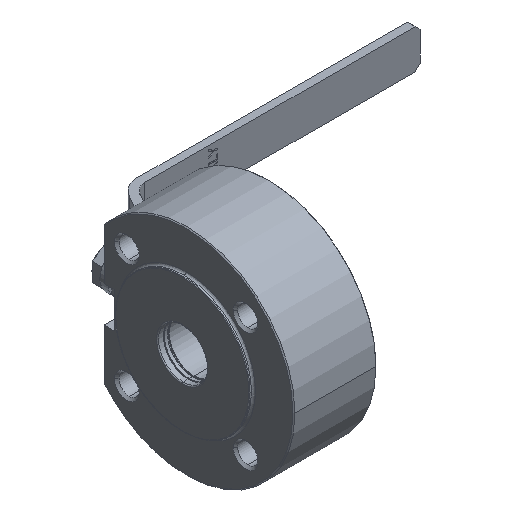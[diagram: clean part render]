
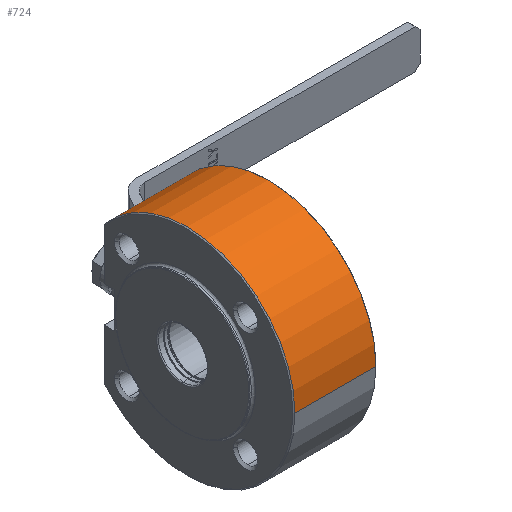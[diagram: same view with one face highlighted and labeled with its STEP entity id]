
A CAD part, isometric view. The second image highlights one B-rep face of the part: STEP entity #724.
In plain terms, the highlighted cylindrical face has radius 54.5 mm (diameter 109 mm), a partial arc.
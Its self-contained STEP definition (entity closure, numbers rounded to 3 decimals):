
#449 = ORIENTED_EDGE ( 'NONE', *, *, #7996, .T. ) ;
#450 = ORIENTED_EDGE ( 'NONE', *, *, #7986, .T. ) ;
#476 = ORIENTED_EDGE ( 'NONE', *, *, #8369, .F. ) ;
#488 = ORIENTED_EDGE ( 'NONE', *, *, #12125, .F. ) ;
#544 = ORIENTED_EDGE ( 'NONE', *, *, #545, .T. ) ;
#545 = EDGE_CURVE ( 'NONE', #558, #7935, #11208, .T. ) ;
#556 = ORIENTED_EDGE ( 'NONE', *, *, #557, .F. ) ;
#557 = EDGE_CURVE ( 'NONE', #558, #8298, #11147, .T. ) ;
#558 = VERTEX_POINT ( 'NONE', #11143 ) ;
#605 = EDGE_LOOP ( 'NONE', ( #488, #476, #556, #544, #449, #450 ) ) ;
#724 = ADVANCED_FACE ( 'NONE', ( #11807 ), #11806, .T. ) ;
#2128 = CARTESIAN_POINT ( 'NONE',  ( 21.5, -54.5, 0. ) ) ;
#2182 = AXIS2_PLACEMENT_3D ( 'NONE', #2196, #2185, #2184 ) ;
#2183 = CIRCLE ( 'NONE', #2182, 54.5 ) ;
#2184 = DIRECTION ( 'NONE',  ( 0., 0., 1. ) ) ;
#2185 = DIRECTION ( 'NONE',  ( 1., 0., 0. ) ) ;
#2196 = CARTESIAN_POINT ( 'NONE',  ( 21.5, 0., 0. ) ) ;
#3428 = CARTESIAN_POINT ( 'NONE',  ( 21.5, 0., 54.5 ) ) ;
#6334 = CARTESIAN_POINT ( 'NONE',  ( -19.5, 0., 0. ) ) ;
#6338 = DIRECTION ( 'NONE',  ( 1., 0., 0. ) ) ;
#6339 = AXIS2_PLACEMENT_3D ( 'NONE', #6334, #6338, #6522 ) ;
#6356 = CIRCLE ( 'NONE', #6339, 54.5 ) ;
#6359 = CARTESIAN_POINT ( 'NONE',  ( -19.5, 0., 54.5 ) ) ;
#6370 = CARTESIAN_POINT ( 'NONE',  ( -19.5, 41.5, 35.327 ) ) ;
#6462 = AXIS2_PLACEMENT_3D ( 'NONE', #6529, #6528, #6527 ) ;
#6463 = CIRCLE ( 'NONE', #6462, 54.5 ) ;
#6522 = DIRECTION ( 'NONE',  ( 0., -1., 0. ) ) ;
#6527 = DIRECTION ( 'NONE',  ( 0., -1., 0. ) ) ;
#6528 = DIRECTION ( 'NONE',  ( 1., 0., 0. ) ) ;
#6529 = CARTESIAN_POINT ( 'NONE',  ( -19.5, 0., 0. ) ) ;
#7541 = CARTESIAN_POINT ( 'NONE',  ( -19.5, -54.5, 0. ) ) ;
#7542 = DIRECTION ( 'NONE',  ( -1., 0., 0. ) ) ;
#7543 = VECTOR ( 'NONE', #7542, 1000. ) ;
#7544 = CARTESIAN_POINT ( 'NONE',  ( 21.5, -54.5, 0. ) ) ;
#7545 = LINE ( 'NONE', #7544, #7543 ) ;
#7935 = VERTEX_POINT ( 'NONE', #6370 ) ;
#7984 = VERTEX_POINT ( 'NONE', #6359 ) ;
#7986 = EDGE_CURVE ( 'NONE', #7984, #12126, #6356, .T. ) ;
#7996 = EDGE_CURVE ( 'NONE', #7935, #7984, #6463, .T. ) ;
#8298 = VERTEX_POINT ( 'NONE', #3428 ) ;
#8343 = VERTEX_POINT ( 'NONE', #2128 ) ;
#8369 = EDGE_CURVE ( 'NONE', #8298, #8343, #2183, .T. ) ;
#11143 = CARTESIAN_POINT ( 'NONE',  ( 21.5, 41.5, 35.327 ) ) ;
#11144 = DIRECTION ( 'NONE',  ( 0., 0., 1. ) ) ;
#11145 = DIRECTION ( 'NONE',  ( 1., 0., 0. ) ) ;
#11146 = AXIS2_PLACEMENT_3D ( 'NONE', #11150, #11145, #11144 ) ;
#11147 = CIRCLE ( 'NONE', #11146, 54.5 ) ;
#11150 = CARTESIAN_POINT ( 'NONE',  ( 21.5, 0., 0. ) ) ;
#11205 = DIRECTION ( 'NONE',  ( -1., 0., 0. ) ) ;
#11206 = VECTOR ( 'NONE', #11205, 1000. ) ;
#11207 = CARTESIAN_POINT ( 'NONE',  ( -20., 41.5, 35.327 ) ) ;
#11208 = LINE ( 'NONE', #11207, #11206 ) ;
#11694 = DIRECTION ( 'NONE',  ( 0., -1., 0. ) ) ;
#11695 = DIRECTION ( 'NONE',  ( -1., 0., 0. ) ) ;
#11696 = AXIS2_PLACEMENT_3D ( 'NONE', #11804, #11695, #11694 ) ;
#11804 = CARTESIAN_POINT ( 'NONE',  ( 21.5, 0., 0. ) ) ;
#11806 = CYLINDRICAL_SURFACE ( 'NONE', #11696, 54.5 ) ;
#11807 = FACE_OUTER_BOUND ( 'NONE', #605, .T. ) ;
#12125 = EDGE_CURVE ( 'NONE', #8343, #12126, #7545, .T. ) ;
#12126 = VERTEX_POINT ( 'NONE', #7541 ) ;
